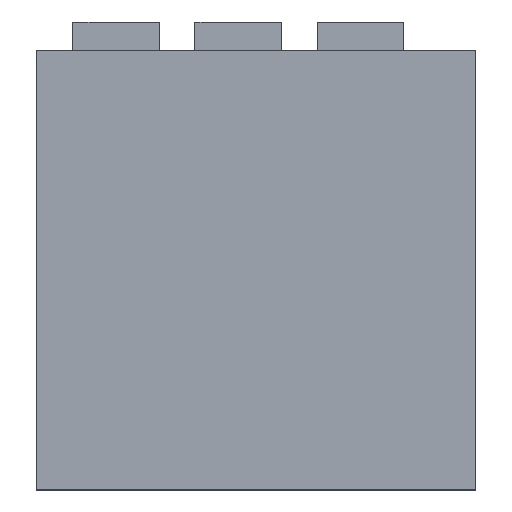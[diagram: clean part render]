
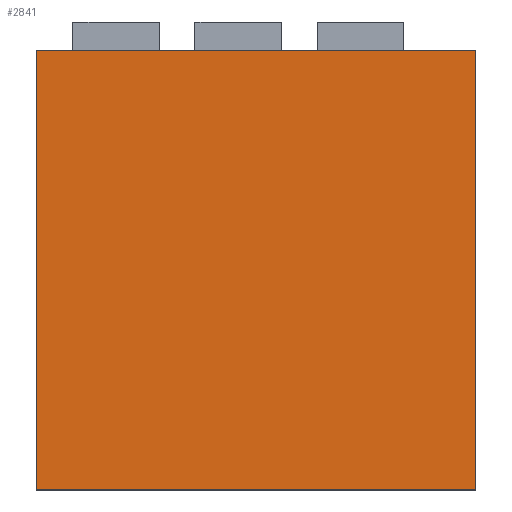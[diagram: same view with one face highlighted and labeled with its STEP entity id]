
A CAD part, top view. The second image highlights one B-rep face of the part: STEP entity #2841.
In plain terms, the highlighted planar face has unit normal (0, 0, 1).
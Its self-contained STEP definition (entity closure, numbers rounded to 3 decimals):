
#2712 = VERTEX_POINT('',#2713);
#2713 = CARTESIAN_POINT('',(-3.,-3.,5.8));
#2728 = VERTEX_POINT('',#2729);
#2729 = CARTESIAN_POINT('',(-3.,33.,5.8));
#2735 = EDGE_CURVE('',#2712,#2728,#2736,.T.);
#2736 = LINE('',#2737,#2738);
#2737 = CARTESIAN_POINT('',(-3.,-3.,5.8));
#2738 = VECTOR('',#2739,1.);
#2739 = DIRECTION('',(0.,1.,0.));
#2752 = VERTEX_POINT('',#2753);
#2753 = CARTESIAN_POINT('',(33.,-3.,5.8));
#2768 = VERTEX_POINT('',#2769);
#2769 = CARTESIAN_POINT('',(33.,33.,5.8));
#2775 = EDGE_CURVE('',#2752,#2768,#2776,.T.);
#2776 = LINE('',#2777,#2778);
#2777 = CARTESIAN_POINT('',(33.,-3.,5.8));
#2778 = VECTOR('',#2779,1.);
#2779 = DIRECTION('',(0.,1.,0.));
#2796 = EDGE_CURVE('',#2712,#2752,#2797,.T.);
#2797 = LINE('',#2798,#2799);
#2798 = CARTESIAN_POINT('',(-3.,-3.,5.8));
#2799 = VECTOR('',#2800,1.);
#2800 = DIRECTION('',(1.,0.,0.));
#2818 = EDGE_CURVE('',#2728,#2768,#2819,.T.);
#2819 = LINE('',#2820,#2821);
#2820 = CARTESIAN_POINT('',(-3.,33.,5.8));
#2821 = VECTOR('',#2822,1.);
#2822 = DIRECTION('',(1.,0.,0.));
#2841 = ADVANCED_FACE('',(#2842),#2848,.T.);
#2842 = FACE_BOUND('',#2843,.T.);
#2843 = EDGE_LOOP('',(#2844,#2845,#2846,#2847));
#2844 = ORIENTED_EDGE('',*,*,#2735,.F.);
#2845 = ORIENTED_EDGE('',*,*,#2796,.T.);
#2846 = ORIENTED_EDGE('',*,*,#2775,.T.);
#2847 = ORIENTED_EDGE('',*,*,#2818,.F.);
#2848 = PLANE('',#2849);
#2849 = AXIS2_PLACEMENT_3D('',#2850,#2851,#2852);
#2850 = CARTESIAN_POINT('',(-3.,-3.,5.8));
#2851 = DIRECTION('',(0.,0.,1.));
#2852 = DIRECTION('',(1.,0.,0.));
